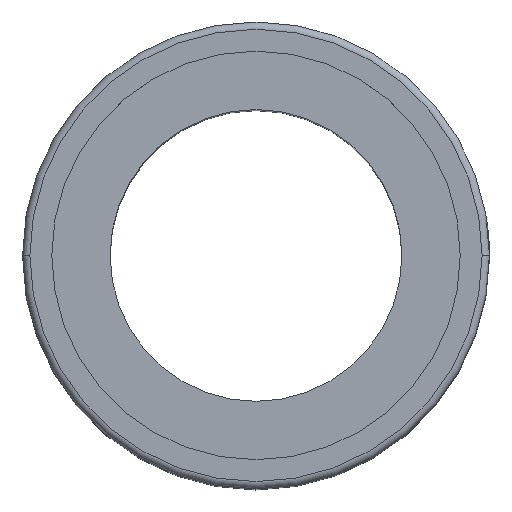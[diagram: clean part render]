
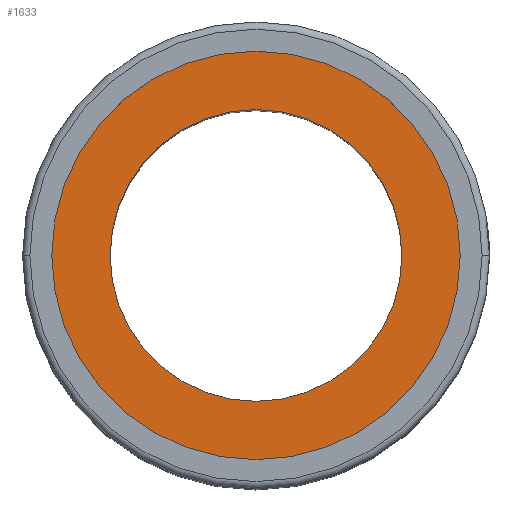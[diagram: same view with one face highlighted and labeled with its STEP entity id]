
A CAD part, top view. The second image highlights one B-rep face of the part: STEP entity #1633.
In plain terms, the highlighted planar face has unit normal (0, 0, 1).
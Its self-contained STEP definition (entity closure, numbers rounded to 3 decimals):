
#833 = EDGE_CURVE ( 'NONE', #2784, #7311, #3353, .T. ) ;
#904 = CARTESIAN_POINT ( 'NONE',  ( 0., 0., 21.8 ) ) ;
#1041 = AXIS2_PLACEMENT_3D ( 'NONE', #904, #6709, #1053 ) ;
#1053 = DIRECTION ( 'NONE',  ( 1., 0., 0. ) ) ;
#1633 = ADVANCED_FACE ( 'NONE', ( #6570, #5368 ), #3100, .T. ) ;
#1914 = AXIS2_PLACEMENT_3D ( 'NONE', #5322, #6667, #10155 ) ;
#2784 = VERTEX_POINT ( 'NONE', #3451 ) ;
#3082 = CARTESIAN_POINT ( 'NONE',  ( -14., 0., 21.8 ) ) ;
#3100 = PLANE ( 'NONE',  #8390 ) ;
#3353 = CIRCLE ( 'NONE', #1914, 10. ) ;
#3451 = CARTESIAN_POINT ( 'NONE',  ( 10., 0., 21.8 ) ) ;
#3809 = AXIS2_PLACEMENT_3D ( 'NONE', #10397, #6763, #13881 ) ;
#4546 = EDGE_CURVE ( 'NONE', #14004, #11278, #14079, .T. ) ;
#4963 = CIRCLE ( 'NONE', #13411, 14. ) ;
#5322 = CARTESIAN_POINT ( 'NONE',  ( 0., 0., 21.8 ) ) ;
#5354 = ORIENTED_EDGE ( 'NONE', *, *, #11196, .F. ) ;
#5368 = FACE_OUTER_BOUND ( 'NONE', #13813, .T. ) ;
#6103 = EDGE_CURVE ( 'NONE', #11278, #14004, #4963, .T. ) ;
#6570 = FACE_BOUND ( 'NONE', #10785, .T. ) ;
#6667 = DIRECTION ( 'NONE',  ( 0., 0., 1. ) ) ;
#6709 = DIRECTION ( 'NONE',  ( 0., 0., 1. ) ) ;
#6763 = DIRECTION ( 'NONE',  ( 0., 0., 1. ) ) ;
#7311 = VERTEX_POINT ( 'NONE', #7895 ) ;
#7707 = DIRECTION ( 'NONE',  ( 0., 0., 1. ) ) ;
#7895 = CARTESIAN_POINT ( 'NONE',  ( -10., 0., 21.8 ) ) ;
#8390 = AXIS2_PLACEMENT_3D ( 'NONE', #9975, #7707, #12323 ) ;
#9459 = DIRECTION ( 'NONE',  ( 1., 0., 0. ) ) ;
#9533 = DIRECTION ( 'NONE',  ( 0., 0., 1. ) ) ;
#9975 = CARTESIAN_POINT ( 'NONE',  ( 0., 0., 21.8 ) ) ;
#9978 = ORIENTED_EDGE ( 'NONE', *, *, #833, .F. ) ;
#10155 = DIRECTION ( 'NONE',  ( 1., 0., 0. ) ) ;
#10397 = CARTESIAN_POINT ( 'NONE',  ( 0., 0., 21.8 ) ) ;
#10406 = ORIENTED_EDGE ( 'NONE', *, *, #6103, .T. ) ;
#10785 = EDGE_LOOP ( 'NONE', ( #5354, #9978 ) ) ;
#10811 = CARTESIAN_POINT ( 'NONE',  ( 0., 0., 21.8 ) ) ;
#11045 = CIRCLE ( 'NONE', #3809, 10. ) ;
#11196 = EDGE_CURVE ( 'NONE', #7311, #2784, #11045, .T. ) ;
#11278 = VERTEX_POINT ( 'NONE', #11534 ) ;
#11467 = ORIENTED_EDGE ( 'NONE', *, *, #4546, .T. ) ;
#11534 = CARTESIAN_POINT ( 'NONE',  ( 14., 0., 21.8 ) ) ;
#12323 = DIRECTION ( 'NONE',  ( 1., 0., 0. ) ) ;
#13411 = AXIS2_PLACEMENT_3D ( 'NONE', #10811, #9533, #9459 ) ;
#13813 = EDGE_LOOP ( 'NONE', ( #10406, #11467 ) ) ;
#13881 = DIRECTION ( 'NONE',  ( 1., 0., 0. ) ) ;
#14004 = VERTEX_POINT ( 'NONE', #3082 ) ;
#14079 = CIRCLE ( 'NONE', #1041, 14. ) ;
